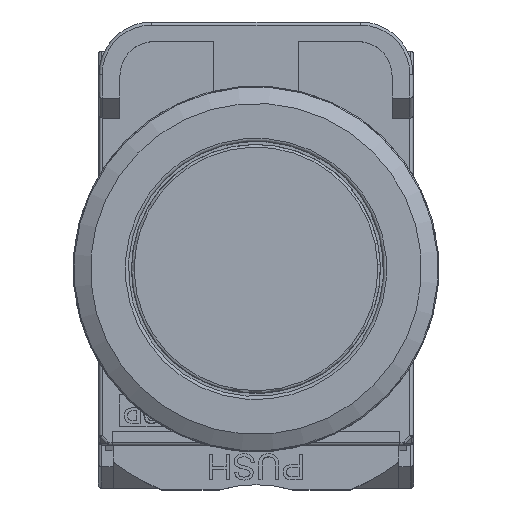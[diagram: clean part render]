
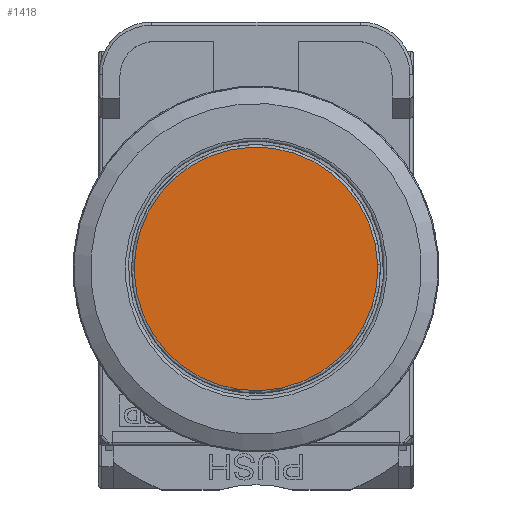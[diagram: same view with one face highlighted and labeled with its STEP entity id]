
A CAD part, top view. The second image highlights one B-rep face of the part: STEP entity #1418.
In plain terms, the highlighted planar face has unit normal (0, 0, 1).
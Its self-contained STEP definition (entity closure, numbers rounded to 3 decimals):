
#1418 = ADVANCED_FACE( '', ( #4074 ), #4075, .F. );
#4074 = FACE_OUTER_BOUND( '', #8079, .T. );
#4075 = PLANE( '', #8080 );
#8079 = EDGE_LOOP( '', ( #13264 ) );
#8080 = AXIS2_PLACEMENT_3D( '', #13265, #13266, #13267 );
#13264 = ORIENTED_EDGE( '', *, *, #25879, .T. );
#13265 = CARTESIAN_POINT( '', ( -4.466, 1.226, 13.101 ) );
#13266 = DIRECTION( '', ( 0., 0., -1. ) );
#13267 = DIRECTION( '', ( 0.926, 0.377, 0. ) );
#25879 = EDGE_CURVE( '', #30807, #30807, #30808, .T. );
#30807 = VERTEX_POINT( '', #38086 );
#30808 = CIRCLE( '', #38087, 11.6 );
#38086 = CARTESIAN_POINT( '', ( 4.372, -20.495, 13.101 ) );
#38087 = AXIS2_PLACEMENT_3D( '', #49889, #49890, #49891 );
#49889 = CARTESIAN_POINT( '', ( 0., -9.75, 13.101 ) );
#49890 = DIRECTION( '', ( 0., 0., 1. ) );
#49891 = DIRECTION( '', ( 0.377, -0.926, 0. ) );
